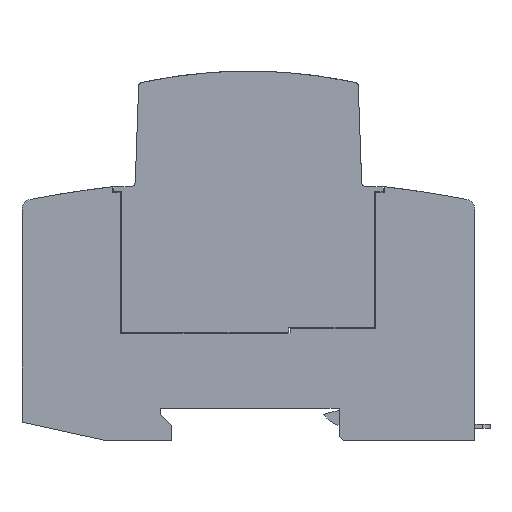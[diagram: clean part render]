
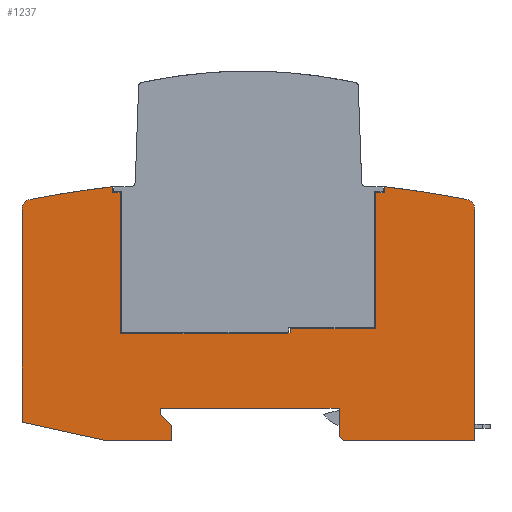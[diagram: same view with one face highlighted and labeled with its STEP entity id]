
A CAD part, left-side view. The second image highlights one B-rep face of the part: STEP entity #1237.
In plain terms, the highlighted planar face has unit normal (-1, 0, 0).
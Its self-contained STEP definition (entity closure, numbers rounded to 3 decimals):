
#1237=ADVANCED_FACE('',(#2517),#2518,.F.);
#2517=FACE_OUTER_BOUND('',#3807,.T.);
#2518=PLANE('',#3808);
#3807=EDGE_LOOP('',(#7589,#7590,#7591,#7592,#7593,#7594,#7595,#7596,#7597,#7598,#7599,#7600,#7601,#7602,#7603,#7604,#7605,#7606,#7607,#7608,#7609,#7610,#7611,#7612,#7613,#7614,#7615,#7616,#7617,#7618));
#3808=AXIS2_PLACEMENT_3D('',#7619,#7620,#7621);
#7589=ORIENTED_EDGE('',*,*,#9268,.T.);
#7590=ORIENTED_EDGE('',*,*,#9231,.T.);
#7591=ORIENTED_EDGE('',*,*,#9236,.T.);
#7592=ORIENTED_EDGE('',*,*,#9240,.T.);
#7593=ORIENTED_EDGE('',*,*,#9275,.T.);
#7594=ORIENTED_EDGE('',*,*,#9280,.T.);
#7595=ORIENTED_EDGE('',*,*,#9222,.T.);
#7596=ORIENTED_EDGE('',*,*,#9266,.T.);
#7597=ORIENTED_EDGE('',*,*,#9244,.T.);
#7598=ORIENTED_EDGE('',*,*,#9249,.T.);
#7599=ORIENTED_EDGE('',*,*,#9278,.F.);
#7600=ORIENTED_EDGE('',*,*,#9262,.T.);
#7601=ORIENTED_EDGE('',*,*,#9264,.T.);
#7602=ORIENTED_EDGE('',*,*,#8367,.F.);
#7603=ORIENTED_EDGE('',*,*,#9281,.F.);
#7604=ORIENTED_EDGE('',*,*,#8164,.F.);
#7605=ORIENTED_EDGE('',*,*,#9282,.T.);
#7606=ORIENTED_EDGE('',*,*,#9283,.T.);
#7607=ORIENTED_EDGE('',*,*,#9284,.T.);
#7608=ORIENTED_EDGE('',*,*,#9285,.T.);
#7609=ORIENTED_EDGE('',*,*,#9286,.T.);
#7610=ORIENTED_EDGE('',*,*,#9287,.T.);
#7611=ORIENTED_EDGE('',*,*,#8092,.T.);
#7612=ORIENTED_EDGE('',*,*,#9288,.F.);
#7613=ORIENTED_EDGE('',*,*,#9289,.T.);
#7614=ORIENTED_EDGE('',*,*,#9290,.F.);
#7615=ORIENTED_EDGE('',*,*,#9291,.F.);
#7616=ORIENTED_EDGE('',*,*,#9292,.F.);
#7617=ORIENTED_EDGE('',*,*,#9293,.F.);
#7618=ORIENTED_EDGE('',*,*,#9216,.T.);
#7619=CARTESIAN_POINT('',(-9.0,44.746,22.258));
#7620=DIRECTION('',(1.0,0.0,0.));
#7621=DIRECTION('',(0.,0.0,-1.0));
#8092=EDGE_CURVE('',#9823,#9821,#9824,.T.);
#8164=EDGE_CURVE('',#9929,#9931,#9932,.T.);
#8367=EDGE_CURVE('',#10219,#10221,#10222,.T.);
#9216=EDGE_CURVE('',#11469,#11467,#11470,.T.);
#9222=EDGE_CURVE('',#11479,#11477,#11480,.T.);
#9231=EDGE_CURVE('',#11491,#11492,#11493,.T.);
#9236=EDGE_CURVE('',#11492,#11500,#11501,.T.);
#9240=EDGE_CURVE('',#11500,#11506,#11507,.T.);
#9244=EDGE_CURVE('',#11512,#11513,#11514,.T.);
#9249=EDGE_CURVE('',#11513,#11521,#11522,.T.);
#9262=EDGE_CURVE('',#11536,#11538,#11540,.T.);
#9264=EDGE_CURVE('',#11538,#10221,#11542,.T.);
#9266=EDGE_CURVE('',#11477,#11512,#11544,.T.);
#9268=EDGE_CURVE('',#11467,#11491,#11546,.T.);
#9275=EDGE_CURVE('',#11506,#11553,#11555,.T.);
#9278=EDGE_CURVE('',#11536,#11521,#11558,.T.);
#9280=EDGE_CURVE('',#11553,#11479,#11560,.T.);
#9281=EDGE_CURVE('',#9931,#10219,#11561,.T.);
#9282=EDGE_CURVE('',#9929,#11562,#11563,.T.);
#9283=EDGE_CURVE('',#11562,#11564,#11565,.T.);
#9284=EDGE_CURVE('',#11564,#11566,#11567,.T.);
#9285=EDGE_CURVE('',#11566,#11568,#11569,.T.);
#9286=EDGE_CURVE('',#11568,#11570,#11571,.T.);
#9287=EDGE_CURVE('',#11570,#9823,#11572,.T.);
#9288=EDGE_CURVE('',#11573,#9821,#11574,.T.);
#9289=EDGE_CURVE('',#11573,#11575,#11576,.T.);
#9290=EDGE_CURVE('',#11577,#11575,#11578,.T.);
#9291=EDGE_CURVE('',#11579,#11577,#11580,.T.);
#9292=EDGE_CURVE('',#11581,#11579,#11582,.T.);
#9293=EDGE_CURVE('',#11469,#11581,#11583,.T.);
#9821=VERTEX_POINT('',#12753);
#9823=VERTEX_POINT('',#12756);
#9824=LINE('',#12757,#12758);
#9929=VERTEX_POINT('',#12901);
#9931=VERTEX_POINT('',#12904);
#9932=LINE('',#12905,#12906);
#10219=VERTEX_POINT('',#13397);
#10221=VERTEX_POINT('',#13400);
#10222=CIRCLE('',#13401,230.);
#11467=VERTEX_POINT('',#15412);
#11469=VERTEX_POINT('',#15415);
#11470=LINE('',#15416,#15417);
#11477=VERTEX_POINT('',#15427);
#11479=VERTEX_POINT('',#15430);
#11480=LINE('',#15431,#15432);
#11491=VERTEX_POINT('',#15448);
#11492=VERTEX_POINT('',#15449);
#11493=LINE('',#15450,#15451);
#11500=VERTEX_POINT('',#15461);
#11501=LINE('',#15462,#15463);
#11506=VERTEX_POINT('',#15470);
#11507=LINE('',#15471,#15472);
#11512=VERTEX_POINT('',#15479);
#11513=VERTEX_POINT('',#15480);
#11514=LINE('',#15481,#15482);
#11521=VERTEX_POINT('',#15492);
#11522=LINE('',#15493,#15494);
#11536=VERTEX_POINT('',#15515);
#11538=VERTEX_POINT('',#15518);
#11540=LINE('',#15521,#15522);
#11542=LINE('',#15524,#15525);
#11544=LINE('',#15527,#15528);
#11546=LINE('',#15530,#15531);
#11553=VERTEX_POINT('',#15541);
#11555=LINE('',#15544,#15545);
#11558=LINE('',#15549,#15550);
#11560=LINE('',#15552,#15553);
#11561=CIRCLE('',#15554,2.);
#11562=VERTEX_POINT('',#15555);
#11563=LINE('',#15556,#15557);
#11564=VERTEX_POINT('',#15558);
#11565=LINE('',#15559,#15560);
#11566=VERTEX_POINT('',#15561);
#11567=LINE('',#15562,#15563);
#11568=VERTEX_POINT('',#15564);
#11569=LINE('',#15565,#15566);
#11570=VERTEX_POINT('',#15567);
#11571=LINE('',#15568,#15569);
#11572=LINE('',#15570,#15571);
#11573=VERTEX_POINT('',#15572);
#11574=LINE('',#15573,#15574);
#11575=VERTEX_POINT('',#15575);
#11576=LINE('',#15576,#15577);
#11577=VERTEX_POINT('',#15578);
#11578=LINE('',#15579,#15580);
#11579=VERTEX_POINT('',#15581);
#11580=CIRCLE('',#15582,2.);
#11581=VERTEX_POINT('',#15583);
#11582=CIRCLE('',#15584,230.);
#11583=LINE('',#15585,#15586);
#12753=CARTESIAN_POINT('',(-9.0,27.0,0.8));
#12756=CARTESIAN_POINT('',(-9.0,27.0,6.5));
#12757=CARTESIAN_POINT('',(-9.0,27.0,6.5));
#12758=VECTOR('',#15962,1.0);
#12901=CARTESIAN_POINT('',(-9.0,90.0,3.719));
#12904=CARTESIAN_POINT('',(-9.0,90.0,46.028));
#12905=CARTESIAN_POINT('',(-9.0,90.0,3.719));
#12906=VECTOR('',#16038,1.0);
#13397=CARTESIAN_POINT('',(-9.0,88.377,47.993));
#13400=CARTESIAN_POINT('',(-9.0,72.009,50.529));
#13401=AXIS2_PLACEMENT_3D('',#16249,#16250,#16251);
#15412=CARTESIAN_POINT('',(-9.0,18.012,49.53));
#15415=CARTESIAN_POINT('',(-9.0,18.0,49.53));
#15416=CARTESIAN_POINT('',(-9.0,18.0,49.53));
#15417=VECTOR('',#17149,1.0);
#15427=CARTESIAN_POINT('',(-9.0,37.017,21.5));
#15430=CARTESIAN_POINT('',(-9.0,36.7,21.5));
#15431=CARTESIAN_POINT('',(-9.0,36.7,21.5));
#15432=VECTOR('',#17154,1.0);
#15448=CARTESIAN_POINT('',(-9.0,18.012,49.33));
#15449=CARTESIAN_POINT('',(-9.0,19.8,49.33));
#15450=CARTESIAN_POINT('',(-9.0,31.826,49.33));
#15451=VECTOR('',#17160,1.0);
#15461=CARTESIAN_POINT('',(-9.0,19.8,22.3));
#15462=CARTESIAN_POINT('',(-9.0,19.8,29.037));
#15463=VECTOR('',#17164,1.0);
#15470=CARTESIAN_POINT('',(-9.0,36.6,22.3));
#15471=CARTESIAN_POINT('',(-9.0,36.523,22.3));
#15472=VECTOR('',#17167,1.0);
#15479=CARTESIAN_POINT('',(-9.0,37.217,21.3));
#15480=CARTESIAN_POINT('',(-9.0,70.4,21.3));
#15481=CARTESIAN_POINT('',(-9.0,49.277,21.3));
#15482=VECTOR('',#17170,1.0);
#15492=CARTESIAN_POINT('',(-9.0,70.4,49.23));
#15493=CARTESIAN_POINT('',(-9.0,70.4,28.787));
#15494=VECTOR('',#17174,1.0);
#15515=CARTESIAN_POINT('',(-9.0,70.5,49.33));
#15518=CARTESIAN_POINT('',(-9.0,72.009,49.33));
#15521=CARTESIAN_POINT('',(-9.0,57.975,49.33));
#15522=VECTOR('',#17184,1.0);
#15524=CARTESIAN_POINT('',(-9.0,72.009,36.97));
#15525=VECTOR('',#17185,1.0);
#15527=CARTESIAN_POINT('',(-9.0,38.756,19.762));
#15528=VECTOR('',#17186,1.0);
#15530=CARTESIAN_POINT('',(-9.0,18.012,36.846));
#15531=VECTOR('',#17187,1.0);
#15541=CARTESIAN_POINT('',(-9.0,36.7,22.2));
#15544=CARTESIAN_POINT('',(-9.0,36.4,22.5));
#15545=VECTOR('',#17192,1.0);
#15549=CARTESIAN_POINT('',(-9.0,70.7,49.53));
#15550=VECTOR('',#17194,1.0);
#15552=CARTESIAN_POINT('',(-9.0,36.7,22.2));
#15553=VECTOR('',#17195,1.0);
#15554=AXIS2_PLACEMENT_3D('',#17196,#17197,#17198);
#15555=CARTESIAN_POINT('',(-9.0,73.0,0.));
#15556=CARTESIAN_POINT('',(-9.0,90.0,3.719));
#15557=VECTOR('',#17199,1.0);
#15558=CARTESIAN_POINT('',(-9.0,60.2,0.));
#15559=CARTESIAN_POINT('',(-9.0,73.0,0.));
#15560=VECTOR('',#17200,1.0);
#15561=CARTESIAN_POINT('',(-9.0,60.2,3.));
#15562=CARTESIAN_POINT('',(-9.0,60.2,0.));
#15563=VECTOR('',#17201,1.0);
#15564=CARTESIAN_POINT('',(-9.0,62.5,5.3));
#15565=CARTESIAN_POINT('',(-9.0,60.2,3.));
#15566=VECTOR('',#17202,1.0);
#15567=CARTESIAN_POINT('',(-9.0,62.5,6.5));
#15568=CARTESIAN_POINT('',(-9.0,62.5,5.3));
#15569=VECTOR('',#17203,1.0);
#15570=CARTESIAN_POINT('',(-9.0,62.5,6.5));
#15571=VECTOR('',#17204,1.0);
#15572=CARTESIAN_POINT('',(-9.0,26.2,0.));
#15573=CARTESIAN_POINT('',(-9.0,26.2,0.));
#15574=VECTOR('',#17205,1.0);
#15575=CARTESIAN_POINT('',(-9.0,0.0,0.));
#15576=CARTESIAN_POINT('',(-9.0,26.2,0.));
#15577=VECTOR('',#17206,1.0);
#15578=CARTESIAN_POINT('',(-9.0,0.,46.028));
#15579=CARTESIAN_POINT('',(-9.0,0.0,46.028));
#15580=VECTOR('',#17207,1.0);
#15581=CARTESIAN_POINT('',(-9.0,1.623,47.993));
#15582=AXIS2_PLACEMENT_3D('',#17208,#17209,#17210);
#15583=CARTESIAN_POINT('',(-9.0,18.0,50.53));
#15584=AXIS2_PLACEMENT_3D('',#17211,#17212,#17213);
#15585=CARTESIAN_POINT('',(-9.0,18.0,49.53));
#15586=VECTOR('',#17214,1.0);
#15962=DIRECTION('',(0.,0.0,-1.0));
#16038=DIRECTION('',(0.,0.0,1.0));
#16249=CARTESIAN_POINT('',(-9.,45.,-177.88));
#16250=DIRECTION('',(1.0,0.0,0.));
#16251=DIRECTION('',(0.,0.0,-1.0));
#17149=DIRECTION('',(0.0,1.0,0.0));
#17154=DIRECTION('',(0.0,1.0,0.0));
#17160=DIRECTION('',(0.0,1.0,0.0));
#17164=DIRECTION('',(0.,0.0,-1.0));
#17167=DIRECTION('',(0.0,1.0,0.0));
#17170=DIRECTION('',(0.0,1.0,0.0));
#17174=DIRECTION('',(0.,0.0,1.0));
#17184=DIRECTION('',(0.0,1.0,0.0));
#17185=DIRECTION('',(0.,0.0,1.0));
#17186=DIRECTION('',(0.,0.707,-0.707));
#17187=DIRECTION('',(0.,0.0,-1.0));
#17192=DIRECTION('',(0.,0.707,-0.707));
#17194=DIRECTION('',(0.,-0.707,-0.707));
#17195=DIRECTION('',(0.,0.0,-1.0));
#17196=CARTESIAN_POINT('',(-9.0,88.,46.028));
#17197=DIRECTION('',(1.0,0.0,0.));
#17198=DIRECTION('',(0.,0.0,-1.0));
#17199=DIRECTION('',(0.,-0.977,-0.214));
#17200=DIRECTION('',(0.0,-1.0,0.0));
#17201=DIRECTION('',(0.,0.0,1.0));
#17202=DIRECTION('',(0.,0.707,0.707));
#17203=DIRECTION('',(0.,0.0,1.0));
#17204=DIRECTION('',(0.0,-1.0,0.0));
#17205=DIRECTION('',(0.,0.707,0.707));
#17206=DIRECTION('',(0.0,-1.0,0.0));
#17207=DIRECTION('',(0.,0.0,-1.0));
#17208=CARTESIAN_POINT('',(-9.0,2.,46.028));
#17209=DIRECTION('',(1.0,0.0,0.));
#17210=DIRECTION('',(0.,0.0,-1.0));
#17211=CARTESIAN_POINT('',(-9.,45.,-177.88));
#17212=DIRECTION('',(1.0,0.0,0.));
#17213=DIRECTION('',(0.,0.0,-1.0));
#17214=DIRECTION('',(0.,0.0,1.0));
